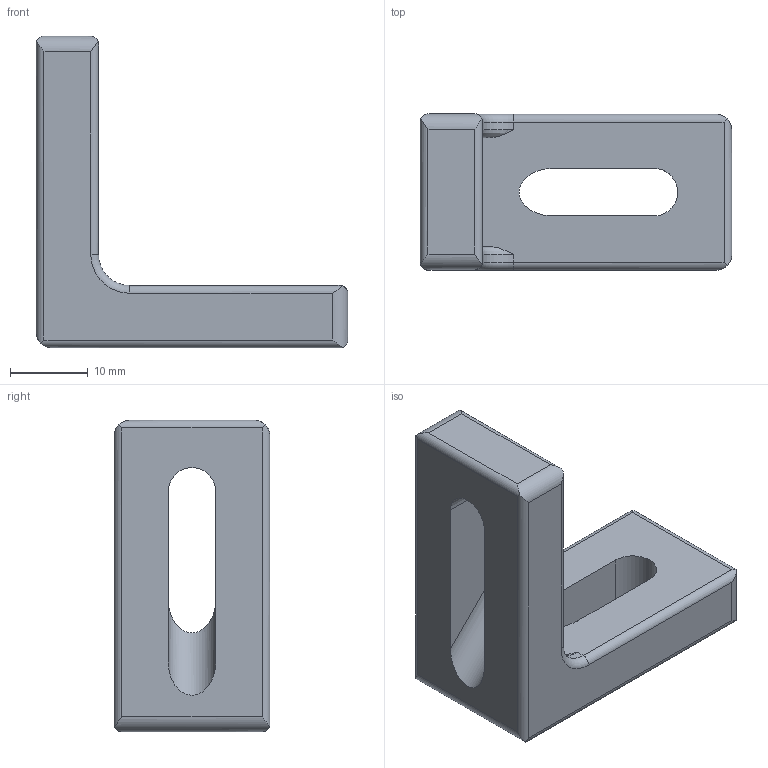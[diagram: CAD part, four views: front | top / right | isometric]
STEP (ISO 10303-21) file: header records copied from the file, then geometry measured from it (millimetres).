
FILE_DESCRIPTION(/* description */ (''),/* implementation_level */ '2;1');
FILE_NAME(/* name */ '10506_KriTec_Befestigungswinkel_40x40x20_Zn_schwarz.stp',/* time_stamp */ '2018-04-20T10:27:42+02:00',/* author */ ('kostic'),/* organization */ (''),/* preprocessor_version */ 'ST-DEVELOPER v16.1',/* originating_system */ 'Autodesk Inventor 2016',/* authorisation */ '');
FILE_SCHEMA (('AUTOMOTIVE_DESIGN { 1 0 10303 214 3 1 1 }'));
Length unit declared in the file: millimetre
Products named in the file (1): 10506_KriTec_Befestigungswinkel_40x40x20_Zn_schwarz
Bounding box: 40 x 20 x 40 mm (x, y, z)
Volume: 9155.7 mm3; surface area: 4512.7 mm2
Topology: 1 solids, 1 shells, 41 faces, 113 edges, 74 vertices
Faces by surface type: cylinder 23, plane 14, torus 4
Entity records: 1434 total; most frequent: CARTESIAN_POINT 367, ORIENTED_EDGE 226, DIRECTION 203, EDGE_CURVE 113, VERTEX_POINT 74, AXIS2_PLACEMENT_3D 72, LINE 59, VECTOR 59
